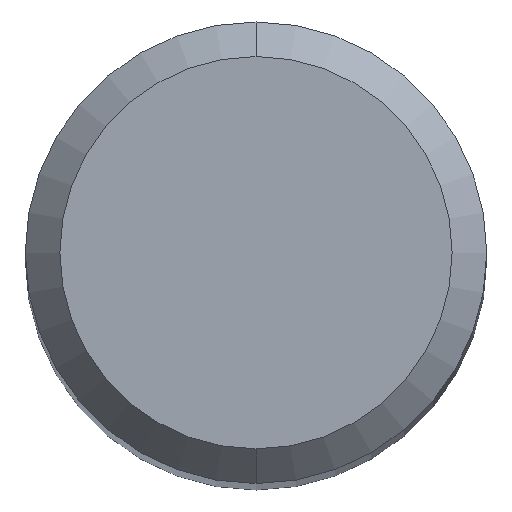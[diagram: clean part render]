
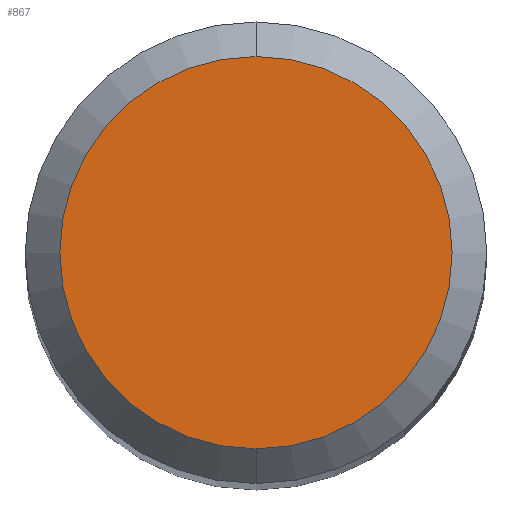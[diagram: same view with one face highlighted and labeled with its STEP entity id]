
A CAD part, top view. The second image highlights one B-rep face of the part: STEP entity #867.
In plain terms, the highlighted planar face has unit normal (0, 0, 1).
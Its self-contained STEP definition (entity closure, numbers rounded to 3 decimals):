
#423=VERTEX_POINT('',#1090);
#433=EDGE_CURVE('',#423,#703,#1101,.T.);
#703=VERTEX_POINT('',#1395);
#867=ADVANCED_FACE('',(#1577),#1578,.T.);
#939=EDGE_CURVE('',#703,#423,#1656,.T.);
#1090=CARTESIAN_POINT('',(0.,-1.7,0.0));
#1101=CIRCLE('',#2011,1.7);
#1395=CARTESIAN_POINT('',(0.0,1.7,0.0));
#1577=FACE_OUTER_BOUND('',#4109,.T.);
#1578=PLANE('',#4110);
#1656=CIRCLE('',#4326,1.7);
#2011=AXIS2_PLACEMENT_3D('',#4658,#4659,#4660);
#4109=EDGE_LOOP('',(#5192,#5193));
#4110=AXIS2_PLACEMENT_3D('',#5194,#5195,#5196);
#4326=AXIS2_PLACEMENT_3D('',#5274,#5275,#5276);
#4658=CARTESIAN_POINT('',(0.0,0.0,0.0));
#4659=DIRECTION('',(0.0,0.0,-1.0));
#4660=DIRECTION('',(0.0,1.0,0.0));
#5192=ORIENTED_EDGE('',*,*,#939,.F.);
#5193=ORIENTED_EDGE('',*,*,#433,.F.);
#5194=CARTESIAN_POINT('',(0.0,0.85,0.0));
#5195=DIRECTION('',(-0.0,0.0,1.0));
#5196=DIRECTION('',(0.0,-1.0,0.0));
#5274=CARTESIAN_POINT('',(0.0,0.0,0.0));
#5275=DIRECTION('',(0.0,0.0,-1.0));
#5276=DIRECTION('',(0.0,1.0,0.0));
